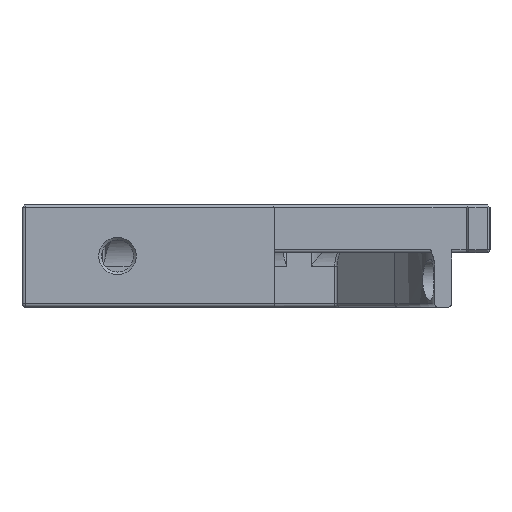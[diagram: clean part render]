
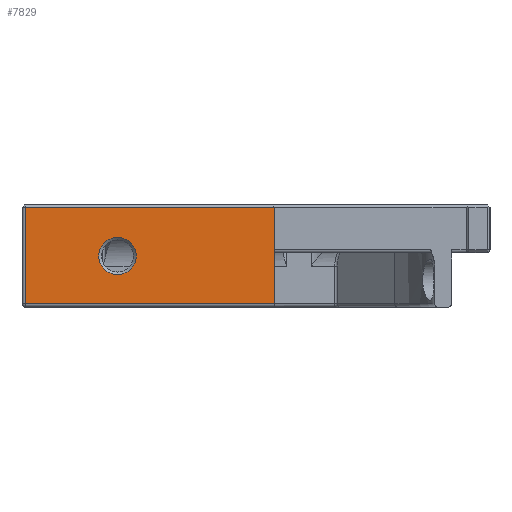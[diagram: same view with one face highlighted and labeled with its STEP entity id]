
A CAD part, left-side view. The second image highlights one B-rep face of the part: STEP entity #7829.
In plain terms, the highlighted planar face has unit normal (-1, 0, 0).
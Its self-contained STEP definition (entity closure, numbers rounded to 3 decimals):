
#62=FACE_BOUND('',#1274,.T.);
#478=CIRCLE('',#8464,2.75);
#797=FACE_OUTER_BOUND('',#1273,.T.);
#1273=EDGE_LOOP('',(#5796,#5797,#5798,#5799));
#1274=EDGE_LOOP('',(#5800));
#1962=LINE('',#12597,#2754);
#1992=LINE('',#12677,#2784);
#1994=LINE('',#12783,#2786);
#1995=LINE('',#12784,#2787);
#2754=VECTOR('',#9793,10.);
#2784=VECTOR('',#9853,10.);
#2786=VECTOR('',#9871,10.);
#2787=VECTOR('',#9872,10.);
#3439=VERTEX_POINT('',#11972);
#3651=VERTEX_POINT('',#12596);
#3686=VERTEX_POINT('',#12676);
#3696=VERTEX_POINT('',#12782);
#3697=VERTEX_POINT('',#12785);
#4446=EDGE_CURVE('',#3651,#3439,#1962,.T.);
#4486=EDGE_CURVE('',#3686,#3651,#1992,.T.);
#4501=EDGE_CURVE('',#3439,#3696,#1994,.T.);
#4502=EDGE_CURVE('',#3696,#3686,#1995,.T.);
#4503=EDGE_CURVE('',#3697,#3697,#478,.T.);
#5796=ORIENTED_EDGE('',*,*,#4446,.T.);
#5797=ORIENTED_EDGE('',*,*,#4501,.T.);
#5798=ORIENTED_EDGE('',*,*,#4502,.T.);
#5799=ORIENTED_EDGE('',*,*,#4486,.T.);
#5800=ORIENTED_EDGE('',*,*,#4503,.T.);
#7576=PLANE('',#8463);
#7829=ADVANCED_FACE('',(#797,#62),#7576,.F.);
#8463=AXIS2_PLACEMENT_3D('',#12781,#9869,#9870);
#8464=AXIS2_PLACEMENT_3D('',#12786,#9873,#9874);
#9793=DIRECTION('',(0.,0.,1.));
#9853=DIRECTION('',(0.,-1.,0.));
#9869=DIRECTION('center_axis',(1.,0.,0.));
#9870=DIRECTION('ref_axis',(0.,-1.,0.));
#9871=DIRECTION('',(0.,1.,0.));
#9872=DIRECTION('',(0.,0.,-1.));
#9873=DIRECTION('center_axis',(1.,0.,0.));
#9874=DIRECTION('ref_axis',(0.,0.,1.));
#11972=CARTESIAN_POINT('',(75.,31.,-0.4));
#12596=CARTESIAN_POINT('',(75.,31.,-14.5));
#12597=CARTESIAN_POINT('',(75.,31.,0.));
#12676=CARTESIAN_POINT('',(75.,67.5,-14.5));
#12677=CARTESIAN_POINT('',(75.,52.25,-14.5));
#12781=CARTESIAN_POINT('Origin',(75.,68.,0.));
#12782=CARTESIAN_POINT('',(75.,67.5,-0.4));
#12783=CARTESIAN_POINT('',(75.,52.25,-0.4));
#12784=CARTESIAN_POINT('',(75.,67.5,0.));
#12785=CARTESIAN_POINT('',(75.,54.,-10.25));
#12786=CARTESIAN_POINT('Origin',(75.,54.,-7.5));
